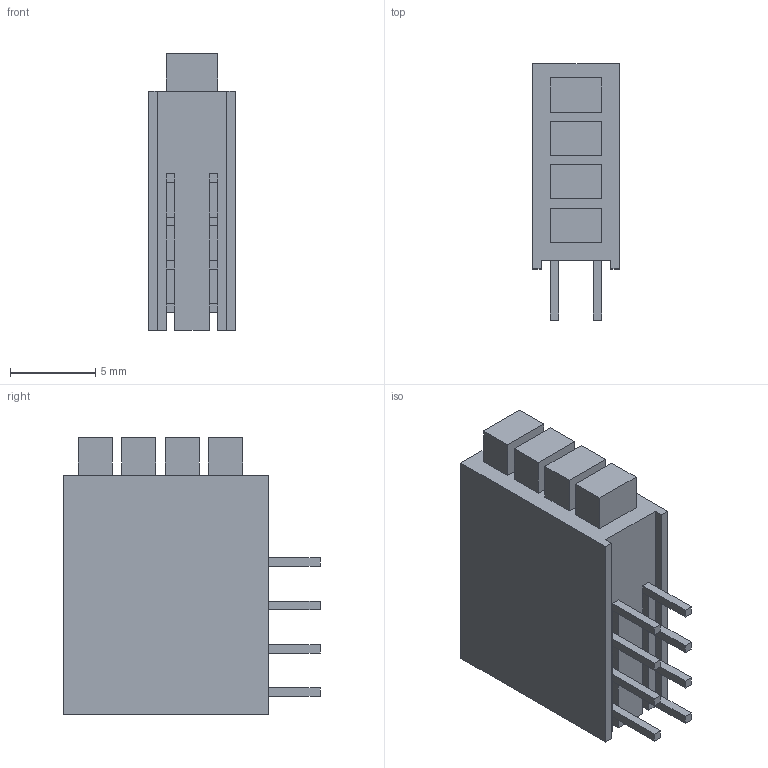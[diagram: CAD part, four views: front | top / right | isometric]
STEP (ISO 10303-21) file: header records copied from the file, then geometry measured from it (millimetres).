
FILE_DESCRIPTION (( 'STEP AP214' ), '1' );
FILE_NAME ('917CK.STEP', '2008-08-27T22:11:41', ( '' ), ( '' ), 'SwSTEP 2.0', 'SolidWorks 2008', '' );
FILE_SCHEMA (( 'AUTOMOTIVE_DESIGN' ));
Length unit declared in the file: millimetre
Products named in the file (1): 917CK
Bounding box: 5.08 x 15 x 16.2 mm (x, y, z)
Volume: 843.6 mm3; surface area: 943.6 mm2
Topology: 1 solids, 1 shells, 381 faces, 1013 edges, 666 vertices
Faces by surface type: plane 263, bspline 116, cylinder 2
Entity records: 21337 total; most frequent: CARTESIAN_POINT 8449, ORIENTED_EDGE 2026, DIRECTION 1317, EDGE_CURVE 1013, VECTOR 777, LINE 777, VERTEX_POINT 666, EDGE_LOOP 413
